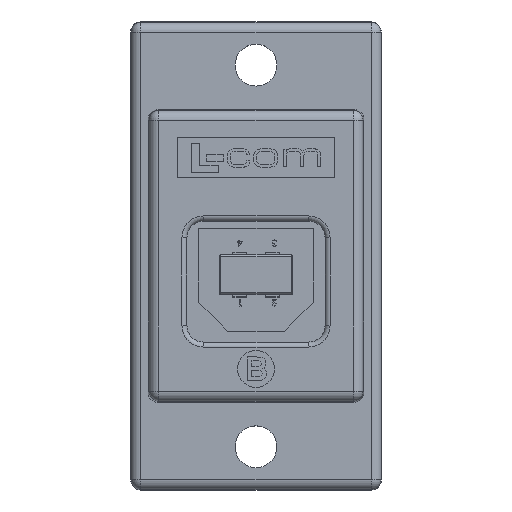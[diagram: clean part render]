
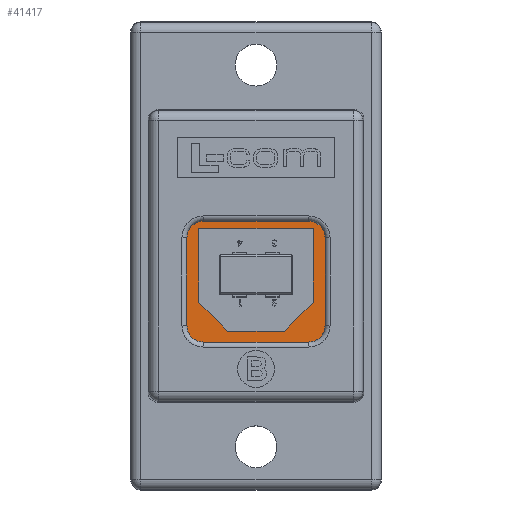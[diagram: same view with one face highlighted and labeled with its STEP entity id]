
A CAD part, top view. The second image highlights one B-rep face of the part: STEP entity #41417.
In plain terms, the highlighted planar face has unit normal (0, 0, 1).
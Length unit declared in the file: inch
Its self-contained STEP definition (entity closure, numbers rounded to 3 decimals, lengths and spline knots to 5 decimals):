
#1451 = FACE_BOUND ( 'NONE', #14137, .T. ) ;
#1459 = FACE_OUTER_BOUND ( 'NONE', #61740, .T. ) ;
#3997 = EDGE_CURVE ( 'NONE', #34397, #34325, #60486, .T. ) ;
#4008 = EDGE_CURVE ( 'NONE', #34279, #34397, #60508, .T. ) ;
#4011 = EDGE_CURVE ( 'NONE', #34321, #34279, #60514, .T. ) ;
#4014 = EDGE_CURVE ( 'NONE', #34325, #34321, #60520, .T. ) ;
#4019 = EDGE_CURVE ( 'NONE', #34204, #34258, #60530, .T. ) ;
#4020 = EDGE_CURVE ( 'NONE', #34238, #34204, #60526, .T. ) ;
#4021 = EDGE_CURVE ( 'NONE', #34235, #34238, #60532, .T. ) ;
#4022 = EDGE_CURVE ( 'NONE', #34260, #34235, #60534, .T. ) ;
#4023 = EDGE_CURVE ( 'NONE', #34311, #34260, #60536, .T. ) ;
#4024 = EDGE_CURVE ( 'NONE', #34258, #34311, #60538, .T. ) ;
#10704 = ORIENTED_EDGE ( 'NONE', *, *, #4019, .F. ) ;
#10706 = ORIENTED_EDGE ( 'NONE', *, *, #4020, .F. ) ;
#10708 = ORIENTED_EDGE ( 'NONE', *, *, #4021, .F. ) ;
#10710 = ORIENTED_EDGE ( 'NONE', *, *, #4022, .F. ) ;
#10712 = ORIENTED_EDGE ( 'NONE', *, *, #4023, .F. ) ;
#10714 = ORIENTED_EDGE ( 'NONE', *, *, #4024, .F. ) ;
#10716 = ORIENTED_EDGE ( 'NONE', *, *, #4008, .T. ) ;
#10718 = ORIENTED_EDGE ( 'NONE', *, *, #3997, .T. ) ;
#10720 = ORIENTED_EDGE ( 'NONE', *, *, #4014, .T. ) ;
#10722 = ORIENTED_EDGE ( 'NONE', *, *, #4011, .T. ) ;
#14137 = EDGE_LOOP ( 'NONE', ( #10704, #10706, #10708, #10710, #10712, #10714 ) ) ;
#28603 = PLANE ( 'NONE',  #83381 ) ;
#28611 = CARTESIAN_POINT ( 'NONE',  ( -0.23701, 0.43307, 0.40472 ) ) ;
#28612 = DIRECTION ( 'NONE',  ( 0., 0., -1. ) ) ;
#28613 = DIRECTION ( 'NONE',  ( -1., 0., 0. ) ) ;
#34204 = VERTEX_POINT ( 'NONE', #74118 ) ;
#34235 = VERTEX_POINT ( 'NONE', #74132 ) ;
#34238 = VERTEX_POINT ( 'NONE', #74134 ) ;
#34258 = VERTEX_POINT ( 'NONE', #74143 ) ;
#34260 = VERTEX_POINT ( 'NONE', #74144 ) ;
#34279 = VERTEX_POINT ( 'NONE', #74153 ) ;
#34311 = VERTEX_POINT ( 'NONE', #74168 ) ;
#34321 = VERTEX_POINT ( 'NONE', #74171 ) ;
#34325 = VERTEX_POINT ( 'NONE', #74173 ) ;
#34397 = VERTEX_POINT ( 'NONE', #74208 ) ;
#41417 = ADVANCED_FACE ( 'NONE', ( #1451, #1459 ), #28603, .F. ) ;
#42078 = CARTESIAN_POINT ( 'NONE',  ( -0.23701, 0., 0.40472 ) ) ;
#42082 = DIRECTION ( 'NONE',  ( 1., 0., 0. ) ) ;
#42117 = CARTESIAN_POINT ( 'NONE',  ( -0.23701, 0., 0.40472 ) ) ;
#42118 = DIRECTION ( 'NONE',  ( 0., -1., 0. ) ) ;
#42123 = CARTESIAN_POINT ( 'NONE',  ( -0.23701, 0.43307, 0.40472 ) ) ;
#42124 = DIRECTION ( 'NONE',  ( -1., 0., 0. ) ) ;
#42126 = CARTESIAN_POINT ( 'NONE',  ( 0.17126, 0.05906, 0.40472 ) ) ;
#42129 = CARTESIAN_POINT ( 'NONE',  ( 0.23701, 0., 0.40472 ) ) ;
#42130 = DIRECTION ( 'NONE',  ( 0., 1., 0. ) ) ;
#42134 = CARTESIAN_POINT ( 'NONE',  ( -0.17126, 0.05906, 0.40472 ) ) ;
#42139 = CARTESIAN_POINT ( 'NONE',  ( 0.17126, 0.27953, 0.40472 ) ) ;
#42140 = CARTESIAN_POINT ( 'NONE',  ( -0.17126, 0.27953, 0.40472 ) ) ;
#42141 = DIRECTION ( 'NONE',  ( 0., 1., 0. ) ) ;
#42142 = DIRECTION ( 'NONE',  ( 1., 0., 0. ) ) ;
#42143 = CARTESIAN_POINT ( 'NONE',  ( -0.08465, 0.36614, 0.40472 ) ) ;
#42144 = DIRECTION ( 'NONE',  ( 0., -1., 0. ) ) ;
#42145 = CARTESIAN_POINT ( 'NONE',  ( 0.08465, 0.36614, 0.40472 ) ) ;
#42146 = DIRECTION ( 'NONE',  ( -0.707, -0.707, 0. ) ) ;
#42148 = DIRECTION ( 'NONE',  ( -1., 0., 0. ) ) ;
#42150 = DIRECTION ( 'NONE',  ( -0.707, 0.707, 0. ) ) ;
#60486 = LINE ( 'NONE', #42078, #60489 ) ;
#60489 = VECTOR ( 'NONE', #42082, 39.37008 ) ;
#60508 = LINE ( 'NONE', #42117, #60511 ) ;
#60511 = VECTOR ( 'NONE', #42118, 39.37008 ) ;
#60514 = LINE ( 'NONE', #42123, #60517 ) ;
#60517 = VECTOR ( 'NONE', #42124, 39.37008 ) ;
#60520 = LINE ( 'NONE', #42129, #60523 ) ;
#60523 = VECTOR ( 'NONE', #42130, 39.37008 ) ;
#60526 = LINE ( 'NONE', #42126, #60535 ) ;
#60530 = LINE ( 'NONE', #42139, #60533 ) ;
#60532 = LINE ( 'NONE', #42134, #60537 ) ;
#60533 = VECTOR ( 'NONE', #42141, 39.37008 ) ;
#60534 = LINE ( 'NONE', #42140, #60539 ) ;
#60535 = VECTOR ( 'NONE', #42142, 39.37008 ) ;
#60536 = LINE ( 'NONE', #42143, #60541 ) ;
#60537 = VECTOR ( 'NONE', #42144, 39.37008 ) ;
#60538 = LINE ( 'NONE', #42145, #60543 ) ;
#60539 = VECTOR ( 'NONE', #42146, 39.37008 ) ;
#60541 = VECTOR ( 'NONE', #42148, 39.37008 ) ;
#60543 = VECTOR ( 'NONE', #42150, 39.37008 ) ;
#61740 = EDGE_LOOP ( 'NONE', ( #10716, #10718, #10720, #10722 ) ) ;
#74118 = CARTESIAN_POINT ( 'NONE',  ( 0.17126, 0.05906, 0.40472 ) ) ;
#74132 = CARTESIAN_POINT ( 'NONE',  ( -0.17126, 0.27953, 0.40472 ) ) ;
#74134 = CARTESIAN_POINT ( 'NONE',  ( -0.17126, 0.05906, 0.40472 ) ) ;
#74143 = CARTESIAN_POINT ( 'NONE',  ( 0.17126, 0.27953, 0.40472 ) ) ;
#74144 = CARTESIAN_POINT ( 'NONE',  ( -0.08465, 0.36614, 0.40472 ) ) ;
#74153 = CARTESIAN_POINT ( 'NONE',  ( -0.23701, 0.43307, 0.40472 ) ) ;
#74168 = CARTESIAN_POINT ( 'NONE',  ( 0.08465, 0.36614, 0.40472 ) ) ;
#74171 = CARTESIAN_POINT ( 'NONE',  ( 0.23701, 0.43307, 0.40472 ) ) ;
#74173 = CARTESIAN_POINT ( 'NONE',  ( 0.23701, 0., 0.40472 ) ) ;
#74208 = CARTESIAN_POINT ( 'NONE',  ( -0.23701, 0., 0.40472 ) ) ;
#83381 = AXIS2_PLACEMENT_3D ( 'NONE', #28611, #28612, #28613 ) ;
